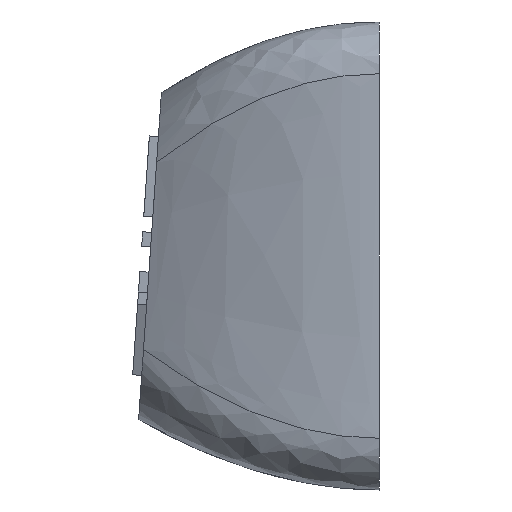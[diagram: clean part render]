
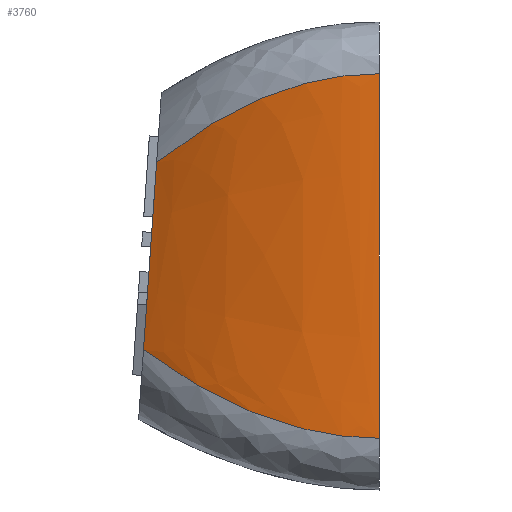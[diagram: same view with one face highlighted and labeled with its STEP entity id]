
A CAD part, left-side view. The second image highlights one B-rep face of the part: STEP entity #3760.
In plain terms, the highlighted free-form (B-spline) face has degree [3, 3] with [4, 4] control points.
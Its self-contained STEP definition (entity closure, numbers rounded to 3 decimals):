
#165=B_SPLINE_CURVE_WITH_KNOTS('',3,(#6915,#6916,#6917,#6918),
 .UNSPECIFIED.,.F.,.F.,(4,4),(0.,1.),.UNSPECIFIED.);
#166=B_SPLINE_CURVE_WITH_KNOTS('',3,(#6935,#6936,#6937,#6938),
 .UNSPECIFIED.,.F.,.F.,(4,4),(0.,1.),.UNSPECIFIED.);
#258=B_SPLINE_SURFACE_WITH_KNOTS('',3,3,((#6919,#6920,#6921,#6922),(#6923,
#6924,#6925,#6926),(#6927,#6928,#6929,#6930),(#6931,#6932,#6933,#6934)),
 .UNSPECIFIED.,.F.,.F.,.F.,(4,4),(4,4),(0.,1.),(0.,1.),.UNSPECIFIED.);
#376=FACE_OUTER_BOUND('',#587,.T.);
#587=EDGE_LOOP('',(#2931,#2932,#2933,#2934));
#838=LINE('',#6778,#1219);
#843=LINE('',#6799,#1224);
#1219=VECTOR('',#4272,10.);
#1224=VECTOR('',#4289,10.);
#1632=VERTEX_POINT('',#6775);
#1633=VERTEX_POINT('',#6777);
#1642=VERTEX_POINT('',#6796);
#1643=VERTEX_POINT('',#6798);
#2090=EDGE_CURVE('',#1633,#1632,#838,.T.);
#2100=EDGE_CURVE('',#1642,#1643,#843,.T.);
#2108=EDGE_CURVE('',#1642,#1633,#165,.T.);
#2109=EDGE_CURVE('',#1643,#1632,#166,.T.);
#2931=ORIENTED_EDGE('',*,*,#2100,.F.);
#2932=ORIENTED_EDGE('',*,*,#2108,.T.);
#2933=ORIENTED_EDGE('',*,*,#2090,.T.);
#2934=ORIENTED_EDGE('',*,*,#2109,.F.);
#3760=ADVANCED_FACE('',(#376),#258,.F.);
#4272=DIRECTION('',(0.,0.,1.));
#4289=DIRECTION('',(0.,-0.07,0.998));
#6775=CARTESIAN_POINT('',(0.,0.,16.1));
#6777=CARTESIAN_POINT('',(0.,0.,2.));
#6778=CARTESIAN_POINT('',(0.,0.,16.1));
#6796=CARTESIAN_POINT('',(2.7,9.12,5.431));
#6798=CARTESIAN_POINT('',(2.7,8.614,12.669));
#6799=CARTESIAN_POINT('',(2.7,8.614,12.669));
#6915=CARTESIAN_POINT('Ctrl Pts',(2.7,9.12,5.431));
#6916=CARTESIAN_POINT('Ctrl Pts',(0.9,6.08,3.144));
#6917=CARTESIAN_POINT('Ctrl Pts',(0.,2.956,
2.));
#6918=CARTESIAN_POINT('Ctrl Pts',(0.,0.,
2.));
#6919=CARTESIAN_POINT('Ctrl Pts',(2.7,9.12,5.431));
#6920=CARTESIAN_POINT('Ctrl Pts',(0.9,6.08,3.144));
#6921=CARTESIAN_POINT('Ctrl Pts',(0.,2.956,
2.));
#6922=CARTESIAN_POINT('Ctrl Pts',(0.,0.,
2.));
#6923=CARTESIAN_POINT('Ctrl Pts',(2.7,9.022,6.841));
#6924=CARTESIAN_POINT('Ctrl Pts',(0.939,6.014,4.776));
#6925=CARTESIAN_POINT('Ctrl Pts',(0.,2.956,
3.047));
#6926=CARTESIAN_POINT('Ctrl Pts',(0.,0.,
3.047));
#6927=CARTESIAN_POINT('Ctrl Pts',(2.7,8.713,11.259));
#6928=CARTESIAN_POINT('Ctrl Pts',(0.939,5.808,13.324));
#6929=CARTESIAN_POINT('Ctrl Pts',(0.,2.956,
15.053));
#6930=CARTESIAN_POINT('Ctrl Pts',(0.,0.,
15.053));
#6931=CARTESIAN_POINT('Ctrl Pts',(2.7,8.614,12.669));
#6932=CARTESIAN_POINT('Ctrl Pts',(0.9,5.743,14.956));
#6933=CARTESIAN_POINT('Ctrl Pts',(0.,2.956,
16.1));
#6934=CARTESIAN_POINT('Ctrl Pts',(0.,0.,16.1));
#6935=CARTESIAN_POINT('Ctrl Pts',(2.7,8.614,12.669));
#6936=CARTESIAN_POINT('Ctrl Pts',(0.9,5.743,14.956));
#6937=CARTESIAN_POINT('Ctrl Pts',(0.,2.956,
16.1));
#6938=CARTESIAN_POINT('Ctrl Pts',(0.,0.,16.1));
